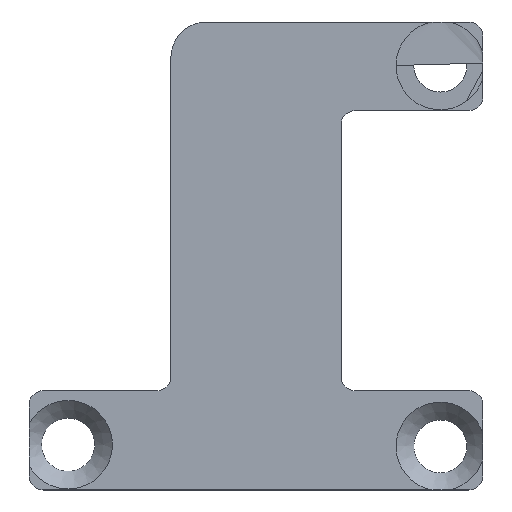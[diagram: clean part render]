
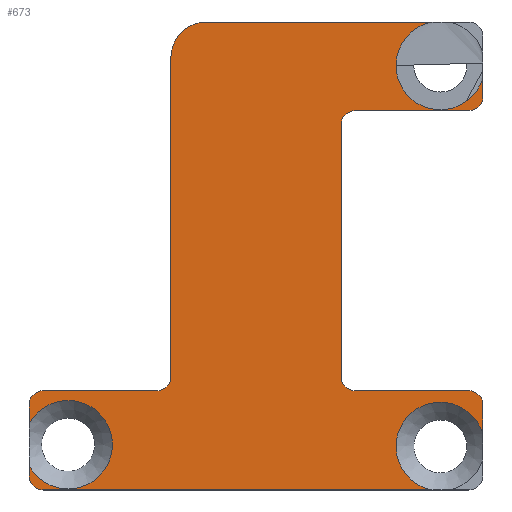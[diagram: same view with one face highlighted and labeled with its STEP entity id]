
A CAD part, front view. The second image highlights one B-rep face of the part: STEP entity #673.
In plain terms, the highlighted planar face has unit normal (0, -1, 0).
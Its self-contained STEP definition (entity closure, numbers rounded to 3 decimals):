
#33=PLANE('',#736);
#57=FACE_OUTER_BOUND('',#92,.T.);
#92=EDGE_LOOP('',(#512,#513,#514,#515,#516,#517,#518,#519,#520,#521,#522,
#523,#524,#525,#526,#527,#528,#529,#530,#531,#532,#533,#534,#535));
#124=LINE('',#1007,#187);
#129=LINE('',#1026,#192);
#130=LINE('',#1036,#193);
#134=LINE('',#1048,#197);
#144=LINE('',#1075,#207);
#148=LINE('',#1087,#211);
#149=LINE('',#1094,#212);
#150=LINE('',#1098,#213);
#151=LINE('',#1102,#214);
#152=LINE('',#1106,#215);
#153=LINE('',#1110,#216);
#187=VECTOR('',#804,10.);
#192=VECTOR('',#817,10.);
#193=VECTOR('',#818,10.);
#197=VECTOR('',#830,10.);
#207=VECTOR('',#858,10.);
#211=VECTOR('',#864,10.);
#212=VECTOR('',#871,10.);
#213=VECTOR('',#874,10.);
#214=VECTOR('',#877,10.);
#215=VECTOR('',#880,10.);
#216=VECTOR('',#883,10.);
#243=CIRCLE('',#711,2.5);
#248=CIRCLE('',#719,1.);
#250=CIRCLE('',#723,1.);
#253=CIRCLE('',#728,1.);
#255=CIRCLE('',#731,3.125);
#257=CIRCLE('',#737,3.125);
#258=CIRCLE('',#738,3.125);
#259=CIRCLE('',#739,1.);
#260=CIRCLE('',#740,1.);
#261=CIRCLE('',#741,1.);
#262=CIRCLE('',#742,1.);
#263=CIRCLE('',#743,3.125);
#264=CIRCLE('',#744,3.125);
#277=VERTEX_POINT('',#980);
#278=VERTEX_POINT('',#982);
#288=VERTEX_POINT('',#1006);
#291=VERTEX_POINT('',#1016);
#292=VERTEX_POINT('',#1017);
#295=VERTEX_POINT('',#1025);
#297=VERTEX_POINT('',#1031);
#298=VERTEX_POINT('',#1035);
#300=VERTEX_POINT('',#1041);
#302=VERTEX_POINT('',#1047);
#305=VERTEX_POINT('',#1055);
#314=VERTEX_POINT('',#1083);
#315=VERTEX_POINT('',#1089);
#316=VERTEX_POINT('',#1091);
#317=VERTEX_POINT('',#1093);
#318=VERTEX_POINT('',#1095);
#319=VERTEX_POINT('',#1097);
#320=VERTEX_POINT('',#1099);
#321=VERTEX_POINT('',#1101);
#322=VERTEX_POINT('',#1103);
#323=VERTEX_POINT('',#1105);
#324=VERTEX_POINT('',#1107);
#325=VERTEX_POINT('',#1109);
#326=VERTEX_POINT('',#1111);
#344=EDGE_CURVE('',#277,#278,#243,.T.);
#356=EDGE_CURVE('',#288,#278,#124,.T.);
#360=EDGE_CURVE('',#291,#292,#248,.T.);
#364=EDGE_CURVE('',#295,#292,#129,.T.);
#367=EDGE_CURVE('',#298,#297,#130,.T.);
#370=EDGE_CURVE('',#298,#300,#250,.T.);
#373=EDGE_CURVE('',#302,#300,#134,.T.);
#377=EDGE_CURVE('',#302,#305,#253,.T.);
#381=EDGE_CURVE('',#295,#297,#255,.T.);
#388=EDGE_CURVE('',#305,#277,#144,.T.);
#393=EDGE_CURVE('',#291,#314,#148,.T.);
#394=EDGE_CURVE('',#315,#314,#257,.T.);
#395=EDGE_CURVE('',#316,#315,#258,.T.);
#396=EDGE_CURVE('',#316,#317,#149,.T.);
#397=EDGE_CURVE('',#318,#317,#259,.T.);
#398=EDGE_CURVE('',#318,#319,#150,.T.);
#399=EDGE_CURVE('',#320,#319,#260,.T.);
#400=EDGE_CURVE('',#320,#321,#151,.T.);
#401=EDGE_CURVE('',#322,#321,#261,.T.);
#402=EDGE_CURVE('',#322,#323,#152,.T.);
#403=EDGE_CURVE('',#324,#323,#262,.T.);
#404=EDGE_CURVE('',#324,#325,#153,.T.);
#405=EDGE_CURVE('',#326,#325,#263,.T.);
#406=EDGE_CURVE('',#288,#326,#264,.T.);
#512=ORIENTED_EDGE('',*,*,#344,.F.);
#513=ORIENTED_EDGE('',*,*,#388,.F.);
#514=ORIENTED_EDGE('',*,*,#377,.F.);
#515=ORIENTED_EDGE('',*,*,#373,.T.);
#516=ORIENTED_EDGE('',*,*,#370,.F.);
#517=ORIENTED_EDGE('',*,*,#367,.T.);
#518=ORIENTED_EDGE('',*,*,#381,.F.);
#519=ORIENTED_EDGE('',*,*,#364,.T.);
#520=ORIENTED_EDGE('',*,*,#360,.F.);
#521=ORIENTED_EDGE('',*,*,#393,.T.);
#522=ORIENTED_EDGE('',*,*,#394,.F.);
#523=ORIENTED_EDGE('',*,*,#395,.F.);
#524=ORIENTED_EDGE('',*,*,#396,.T.);
#525=ORIENTED_EDGE('',*,*,#397,.F.);
#526=ORIENTED_EDGE('',*,*,#398,.T.);
#527=ORIENTED_EDGE('',*,*,#399,.F.);
#528=ORIENTED_EDGE('',*,*,#400,.T.);
#529=ORIENTED_EDGE('',*,*,#401,.F.);
#530=ORIENTED_EDGE('',*,*,#402,.T.);
#531=ORIENTED_EDGE('',*,*,#403,.F.);
#532=ORIENTED_EDGE('',*,*,#404,.T.);
#533=ORIENTED_EDGE('',*,*,#405,.F.);
#534=ORIENTED_EDGE('',*,*,#406,.F.);
#535=ORIENTED_EDGE('',*,*,#356,.T.);
#673=ADVANCED_FACE('',(#57),#33,.T.);
#711=AXIS2_PLACEMENT_3D('',#983,#783,#784);
#719=AXIS2_PLACEMENT_3D('',#1018,#809,#810);
#723=AXIS2_PLACEMENT_3D('',#1042,#823,#824);
#728=AXIS2_PLACEMENT_3D('',#1056,#837,#838);
#731=AXIS2_PLACEMENT_3D('',#1062,#845,#846);
#736=AXIS2_PLACEMENT_3D('',#1088,#865,#866);
#737=AXIS2_PLACEMENT_3D('',#1090,#867,#868);
#738=AXIS2_PLACEMENT_3D('',#1092,#869,#870);
#739=AXIS2_PLACEMENT_3D('',#1096,#872,#873);
#740=AXIS2_PLACEMENT_3D('',#1100,#875,#876);
#741=AXIS2_PLACEMENT_3D('',#1104,#878,#879);
#742=AXIS2_PLACEMENT_3D('',#1108,#881,#882);
#743=AXIS2_PLACEMENT_3D('',#1112,#884,#885);
#744=AXIS2_PLACEMENT_3D('',#1113,#886,#887);
#783=DIRECTION('center_axis',(0.,1.,0.));
#784=DIRECTION('ref_axis',(-0.707,0.,0.707));
#804=DIRECTION('',(-1.,0.,0.));
#809=DIRECTION('center_axis',(0.,1.,0.));
#810=DIRECTION('ref_axis',(-0.707,0.,-0.707));
#817=DIRECTION('',(0.,0.,-1.));
#818=DIRECTION('',(0.,0.,-1.));
#823=DIRECTION('center_axis',(0.,1.,0.));
#824=DIRECTION('ref_axis',(-0.707,0.,0.707));
#830=DIRECTION('',(-1.,0.,0.));
#837=DIRECTION('center_axis',(0.,-1.,0.));
#838=DIRECTION('ref_axis',(0.707,0.,-0.707));
#845=DIRECTION('center_axis',(0.,-1.,0.));
#846=DIRECTION('ref_axis',(1.,0.,0.));
#858=DIRECTION('',(0.,0.,1.));
#864=DIRECTION('',(1.,0.,0.));
#865=DIRECTION('center_axis',(0.,-1.,0.));
#866=DIRECTION('ref_axis',(1.,0.,0.));
#867=DIRECTION('center_axis',(0.,-1.,0.));
#868=DIRECTION('ref_axis',(1.,0.,0.));
#869=DIRECTION('center_axis',(0.,-1.,0.));
#870=DIRECTION('ref_axis',(1.,0.,0.));
#871=DIRECTION('',(0.,0.,1.));
#872=DIRECTION('center_axis',(0.,1.,0.));
#873=DIRECTION('ref_axis',(0.707,0.,0.707));
#874=DIRECTION('',(-1.,0.,0.));
#875=DIRECTION('center_axis',(0.,-1.,0.));
#876=DIRECTION('ref_axis',(-0.707,0.,-0.707));
#877=DIRECTION('',(0.,0.,1.));
#878=DIRECTION('center_axis',(0.,-1.,0.));
#879=DIRECTION('ref_axis',(-0.707,0.,0.707));
#880=DIRECTION('',(1.,0.,0.));
#881=DIRECTION('center_axis',(0.,1.,0.));
#882=DIRECTION('ref_axis',(0.707,0.,-0.707));
#883=DIRECTION('',(0.,0.,1.));
#884=DIRECTION('center_axis',(0.,-1.,0.));
#885=DIRECTION('ref_axis',(1.,0.,0.));
#886=DIRECTION('center_axis',(0.,-1.,0.));
#887=DIRECTION('ref_axis',(1.,0.,0.));
#980=CARTESIAN_POINT('',(-18.5,-12.,14.));
#982=CARTESIAN_POINT('',(-16.,-12.,16.5));
#983=CARTESIAN_POINT('Origin',(-16.,-12.,14.));
#1006=CARTESIAN_POINT('',(-0.097,-12.,16.5));
#1007=CARTESIAN_POINT('',(-28.5,-12.,16.5));
#1016=CARTESIAN_POINT('',(-27.5,-12.,-16.5));
#1017=CARTESIAN_POINT('',(-28.5,-12.,-15.5));
#1018=CARTESIAN_POINT('Origin',(-27.5,-12.,-15.5));
#1025=CARTESIAN_POINT('',(-28.5,-12.,-14.791));
#1026=CARTESIAN_POINT('',(-28.5,-12.,-16.5));
#1031=CARTESIAN_POINT('',(-28.5,-12.,-11.823));
#1035=CARTESIAN_POINT('',(-28.5,-12.,-10.5));
#1036=CARTESIAN_POINT('',(-28.5,-12.,-16.5));
#1041=CARTESIAN_POINT('',(-27.5,-12.,-9.5));
#1042=CARTESIAN_POINT('Origin',(-27.5,-12.,-10.5));
#1047=CARTESIAN_POINT('',(-19.5,-12.,-9.5));
#1048=CARTESIAN_POINT('',(-22.5,-12.,-9.5));
#1055=CARTESIAN_POINT('',(-18.5,-12.,-8.5));
#1056=CARTESIAN_POINT('Origin',(-19.5,-12.,-8.5));
#1062=CARTESIAN_POINT('Origin',(-25.75,-12.,-13.307));
#1075=CARTESIAN_POINT('',(-18.5,-12.,0.));
#1083=CARTESIAN_POINT('',(-0.097,-12.,-16.5));
#1087=CARTESIAN_POINT('',(3.5,-12.,-16.5));
#1088=CARTESIAN_POINT('Origin',(-12.5,-12.,0.));
#1089=CARTESIAN_POINT('',(-2.625,-12.,-13.432));
#1090=CARTESIAN_POINT('Origin',(0.5,-12.,-13.432));
#1091=CARTESIAN_POINT('',(3.5,-12.,-12.557));
#1092=CARTESIAN_POINT('Origin',(0.5,-12.,-13.432));
#1093=CARTESIAN_POINT('',(3.5,-12.,-10.5));
#1094=CARTESIAN_POINT('',(3.5,-12.,16.5));
#1095=CARTESIAN_POINT('',(2.5,-12.,-9.5));
#1096=CARTESIAN_POINT('Origin',(2.5,-12.,-10.5));
#1097=CARTESIAN_POINT('',(-5.5,-12.,-9.5));
#1098=CARTESIAN_POINT('',(3.5,-12.,-9.5));
#1099=CARTESIAN_POINT('',(-6.5,-12.,-8.5));
#1100=CARTESIAN_POINT('Origin',(-5.5,-12.,-8.5));
#1101=CARTESIAN_POINT('',(-6.5,-12.,9.25));
#1102=CARTESIAN_POINT('',(-6.5,-12.,10.25));
#1103=CARTESIAN_POINT('',(-5.5,-12.,10.25));
#1104=CARTESIAN_POINT('Origin',(-5.5,-12.,9.25));
#1105=CARTESIAN_POINT('',(2.5,-12.,10.25));
#1106=CARTESIAN_POINT('',(-2.5,-12.,10.25));
#1107=CARTESIAN_POINT('',(3.5,-12.,11.25));
#1108=CARTESIAN_POINT('Origin',(2.5,-12.,11.25));
#1109=CARTESIAN_POINT('',(3.5,-12.,12.557));
#1110=CARTESIAN_POINT('',(3.5,-12.,16.5));
#1111=CARTESIAN_POINT('',(-2.625,-12.,13.432));
#1112=CARTESIAN_POINT('Origin',(0.5,-12.,13.432));
#1113=CARTESIAN_POINT('Origin',(0.5,-12.,13.432));
